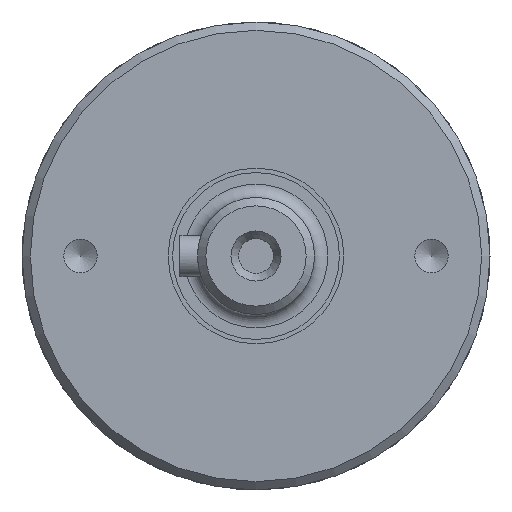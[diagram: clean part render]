
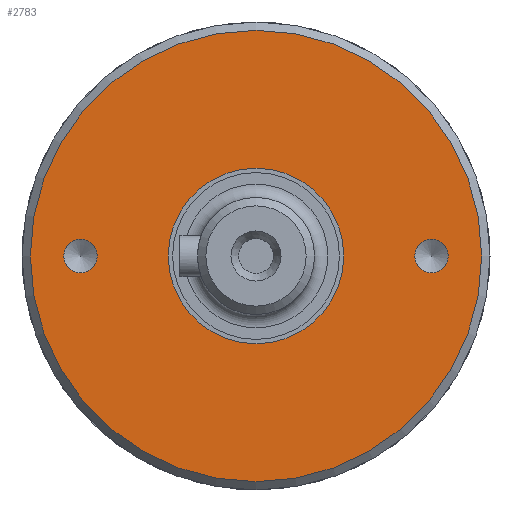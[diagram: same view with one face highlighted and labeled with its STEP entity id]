
A CAD part, left-side view. The second image highlights one B-rep face of the part: STEP entity #2783.
In plain terms, the highlighted planar face has unit normal (-1, 0, 0).
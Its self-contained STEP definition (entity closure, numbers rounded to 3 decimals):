
#589=FACE_BOUND('',#792,.T.);
#590=FACE_BOUND('',#793,.T.);
#591=FACE_BOUND('',#794,.T.);
#631=FACE_OUTER_BOUND('',#791,.T.);
#791=EDGE_LOOP('',(#1808,#1809));
#792=EDGE_LOOP('',(#1810,#1811));
#793=EDGE_LOOP('',(#1812,#1813));
#794=EDGE_LOOP('',(#1814,#1815));
#967=CIRCLE('',#2979,2.);
#968=CIRCLE('',#2980,2.);
#971=CIRCLE('',#2985,2.);
#972=CIRCLE('',#2986,2.);
#979=CIRCLE('',#2996,10.5);
#980=CIRCLE('',#2997,10.5);
#981=CIRCLE('',#2999,27.);
#982=CIRCLE('',#3000,27.);
#1088=VERTEX_POINT('',#4051);
#1089=VERTEX_POINT('',#4052);
#1093=VERTEX_POINT('',#4064);
#1094=VERTEX_POINT('',#4065);
#1101=VERTEX_POINT('',#4084);
#1102=VERTEX_POINT('',#4086);
#1103=VERTEX_POINT('',#4090);
#1104=VERTEX_POINT('',#4091);
#1365=EDGE_CURVE('',#1088,#1089,#967,.T.);
#1366=EDGE_CURVE('',#1089,#1088,#968,.T.);
#1371=EDGE_CURVE('',#1093,#1094,#971,.T.);
#1372=EDGE_CURVE('',#1094,#1093,#972,.T.);
#1381=EDGE_CURVE('',#1102,#1101,#979,.T.);
#1382=EDGE_CURVE('',#1101,#1102,#980,.T.);
#1383=EDGE_CURVE('',#1103,#1104,#981,.T.);
#1384=EDGE_CURVE('',#1104,#1103,#982,.T.);
#1808=ORIENTED_EDGE('',*,*,#1383,.F.);
#1809=ORIENTED_EDGE('',*,*,#1384,.F.);
#1810=ORIENTED_EDGE('',*,*,#1365,.T.);
#1811=ORIENTED_EDGE('',*,*,#1366,.T.);
#1812=ORIENTED_EDGE('',*,*,#1371,.T.);
#1813=ORIENTED_EDGE('',*,*,#1372,.T.);
#1814=ORIENTED_EDGE('',*,*,#1381,.T.);
#1815=ORIENTED_EDGE('',*,*,#1382,.T.);
#2523=PLANE('',#2998);
#2783=ADVANCED_FACE('',(#631,#589,#590,#591),#2523,.T.);
#2979=AXIS2_PLACEMENT_3D('',#4053,#3294,#3295);
#2980=AXIS2_PLACEMENT_3D('',#4054,#3296,#3297);
#2985=AXIS2_PLACEMENT_3D('',#4066,#3308,#3309);
#2986=AXIS2_PLACEMENT_3D('',#4067,#3310,#3311);
#2996=AXIS2_PLACEMENT_3D('',#4087,#3332,#3333);
#2997=AXIS2_PLACEMENT_3D('',#4088,#3334,#3335);
#2998=AXIS2_PLACEMENT_3D('',#4089,#3336,#3337);
#2999=AXIS2_PLACEMENT_3D('',#4092,#3338,#3339);
#3000=AXIS2_PLACEMENT_3D('',#4093,#3340,#3341);
#3294=DIRECTION('center_axis',(1.,0.,0.));
#3295=DIRECTION('ref_axis',(0.,0.,
-1.));
#3296=DIRECTION('center_axis',(1.,0.,0.));
#3297=DIRECTION('ref_axis',(0.,0.,
-1.));
#3308=DIRECTION('center_axis',(1.,0.,0.));
#3309=DIRECTION('ref_axis',(0.,0.,
-1.));
#3310=DIRECTION('center_axis',(1.,0.,0.));
#3311=DIRECTION('ref_axis',(0.,0.,
-1.));
#3332=DIRECTION('center_axis',(1.,0.,0.));
#3333=DIRECTION('ref_axis',(0.,-1.,0.));
#3334=DIRECTION('center_axis',(1.,0.,0.));
#3335=DIRECTION('ref_axis',(0.,-1.,0.));
#3336=DIRECTION('center_axis',(-1.,0.,0.));
#3337=DIRECTION('ref_axis',(0.,0.,
-1.));
#3338=DIRECTION('center_axis',(1.,0.,0.));
#3339=DIRECTION('ref_axis',(0.,-1.,0.));
#3340=DIRECTION('center_axis',(1.,0.,0.));
#3341=DIRECTION('ref_axis',(0.,-1.,0.));
#4051=CARTESIAN_POINT('',(-101.2,-21.,-2.));
#4052=CARTESIAN_POINT('',(-101.2,-21.,2.));
#4053=CARTESIAN_POINT('Origin',(-101.2,-21.,0.));
#4054=CARTESIAN_POINT('Origin',(-101.2,-21.,0.));
#4064=CARTESIAN_POINT('',(-101.2,21.,-2.));
#4065=CARTESIAN_POINT('',(-101.2,21.,2.));
#4066=CARTESIAN_POINT('Origin',(-101.2,21.,0.));
#4067=CARTESIAN_POINT('Origin',(-101.2,21.,0.));
#4084=CARTESIAN_POINT('',(-101.2,10.5,0.));
#4086=CARTESIAN_POINT('',(-101.2,-10.5,0.));
#4087=CARTESIAN_POINT('Origin',(-101.2,0.,0.));
#4088=CARTESIAN_POINT('Origin',(-101.2,0.,0.));
#4089=CARTESIAN_POINT('Origin',(-101.2,-18.75,0.));
#4090=CARTESIAN_POINT('',(-101.2,-27.,0.));
#4091=CARTESIAN_POINT('',(-101.2,27.,0.));
#4092=CARTESIAN_POINT('Origin',(-101.2,0.,0.));
#4093=CARTESIAN_POINT('Origin',(-101.2,0.,0.));
